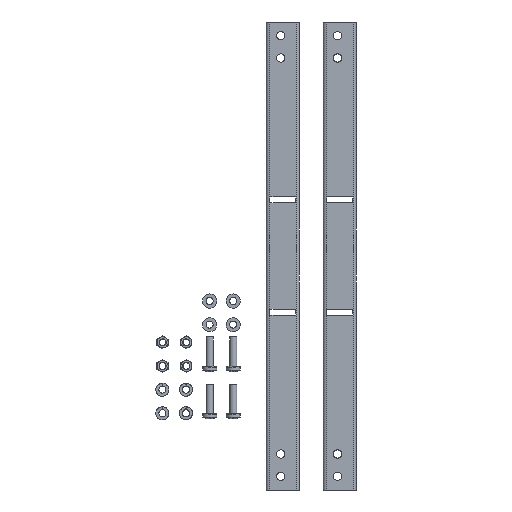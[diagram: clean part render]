
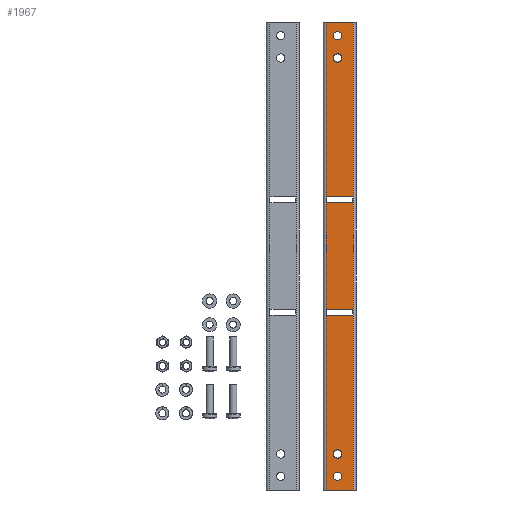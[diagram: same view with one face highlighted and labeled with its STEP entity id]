
A CAD part, left-side view. The second image highlights one B-rep face of the part: STEP entity #1967.
In plain terms, the highlighted planar face has unit normal (-1, 0, 0).
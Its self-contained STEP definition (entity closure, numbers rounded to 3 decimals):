
#157=FACE_BOUND('',#310,.T.);
#158=FACE_BOUND('',#311,.T.);
#159=FACE_BOUND('',#312,.T.);
#160=FACE_BOUND('',#313,.T.);
#161=FACE_BOUND('',#314,.T.);
#162=FACE_BOUND('',#315,.T.);
#203=FACE_OUTER_BOUND('',#309,.T.);
#309=EDGE_LOOP('',(#1426,#1427,#1428,#1429));
#310=EDGE_LOOP('',(#1430));
#311=EDGE_LOOP('',(#1431));
#312=EDGE_LOOP('',(#1432,#1433,#1434,#1435));
#313=EDGE_LOOP('',(#1436,#1437,#1438,#1439));
#314=EDGE_LOOP('',(#1440,#1441));
#315=EDGE_LOOP('',(#1442,#1443));
#430=CIRCLE('',#2196,3.5);
#431=CIRCLE('',#2197,3.5);
#432=CIRCLE('',#2198,3.5);
#433=CIRCLE('',#2199,3.5);
#434=CIRCLE('',#2200,3.5);
#435=CIRCLE('',#2201,3.5);
#487=LINE('',#2983,#666);
#547=LINE('',#3136,#726);
#548=LINE('',#3139,#727);
#549=LINE('',#3140,#728);
#550=LINE('',#3147,#729);
#551=LINE('',#3149,#730);
#552=LINE('',#3151,#731);
#553=LINE('',#3152,#732);
#554=LINE('',#3155,#733);
#555=LINE('',#3157,#734);
#556=LINE('',#3159,#735);
#557=LINE('',#3160,#736);
#666=VECTOR('',#2387,23.);
#726=VECTOR('',#2499,396.);
#727=VECTOR('',#2502,396.);
#728=VECTOR('',#2503,23.);
#729=VECTOR('',#2508,22.);
#730=VECTOR('',#2509,5.);
#731=VECTOR('',#2510,22.);
#732=VECTOR('',#2511,5.);
#733=VECTOR('',#2512,22.);
#734=VECTOR('',#2513,5.);
#735=VECTOR('',#2514,22.);
#736=VECTOR('',#2515,5.);
#848=VERTEX_POINT('',#2980);
#849=VERTEX_POINT('',#2982);
#916=VERTEX_POINT('',#3134);
#917=VERTEX_POINT('',#3138);
#918=VERTEX_POINT('',#3141);
#919=VERTEX_POINT('',#3143);
#920=VERTEX_POINT('',#3145);
#921=VERTEX_POINT('',#3146);
#922=VERTEX_POINT('',#3148);
#923=VERTEX_POINT('',#3150);
#924=VERTEX_POINT('',#3153);
#925=VERTEX_POINT('',#3154);
#926=VERTEX_POINT('',#3156);
#927=VERTEX_POINT('',#3158);
#928=VERTEX_POINT('',#3161);
#929=VERTEX_POINT('',#3162);
#930=VERTEX_POINT('',#3165);
#931=VERTEX_POINT('',#3166);
#1045=EDGE_CURVE('',#849,#848,#487,.T.);
#1122=EDGE_CURVE('',#916,#848,#547,.T.);
#1123=EDGE_CURVE('',#917,#849,#548,.T.);
#1124=EDGE_CURVE('',#917,#916,#549,.T.);
#1125=EDGE_CURVE('',#918,#918,#430,.T.);
#1126=EDGE_CURVE('',#919,#919,#431,.T.);
#1127=EDGE_CURVE('',#920,#921,#550,.T.);
#1128=EDGE_CURVE('',#921,#922,#551,.T.);
#1129=EDGE_CURVE('',#922,#923,#552,.T.);
#1130=EDGE_CURVE('',#923,#920,#553,.T.);
#1131=EDGE_CURVE('',#924,#925,#554,.T.);
#1132=EDGE_CURVE('',#925,#926,#555,.T.);
#1133=EDGE_CURVE('',#926,#927,#556,.T.);
#1134=EDGE_CURVE('',#927,#924,#557,.T.);
#1135=EDGE_CURVE('',#928,#929,#432,.T.);
#1136=EDGE_CURVE('',#929,#928,#433,.T.);
#1137=EDGE_CURVE('',#930,#931,#434,.T.);
#1138=EDGE_CURVE('',#931,#930,#435,.T.);
#1426=ORIENTED_EDGE('',*,*,#1123,.T.);
#1427=ORIENTED_EDGE('',*,*,#1045,.T.);
#1428=ORIENTED_EDGE('',*,*,#1122,.F.);
#1429=ORIENTED_EDGE('',*,*,#1124,.F.);
#1430=ORIENTED_EDGE('',*,*,#1125,.T.);
#1431=ORIENTED_EDGE('',*,*,#1126,.T.);
#1432=ORIENTED_EDGE('',*,*,#1127,.T.);
#1433=ORIENTED_EDGE('',*,*,#1128,.T.);
#1434=ORIENTED_EDGE('',*,*,#1129,.T.);
#1435=ORIENTED_EDGE('',*,*,#1130,.T.);
#1436=ORIENTED_EDGE('',*,*,#1131,.T.);
#1437=ORIENTED_EDGE('',*,*,#1132,.T.);
#1438=ORIENTED_EDGE('',*,*,#1133,.T.);
#1439=ORIENTED_EDGE('',*,*,#1134,.T.);
#1440=ORIENTED_EDGE('',*,*,#1135,.T.);
#1441=ORIENTED_EDGE('',*,*,#1136,.T.);
#1442=ORIENTED_EDGE('',*,*,#1137,.T.);
#1443=ORIENTED_EDGE('',*,*,#1138,.T.);
#1891=PLANE('',#2195);
#1967=ADVANCED_FACE('',(#203,#157,#158,#159,#160,#161,#162),#1891,.T.);
#2195=AXIS2_PLACEMENT_3D('',#3137,#2500,#2501);
#2196=AXIS2_PLACEMENT_3D('',#3142,#2504,#2505);
#2197=AXIS2_PLACEMENT_3D('',#3144,#2506,#2507);
#2198=AXIS2_PLACEMENT_3D('',#3163,#2516,#2517);
#2199=AXIS2_PLACEMENT_3D('',#3164,#2518,#2519);
#2200=AXIS2_PLACEMENT_3D('',#3167,#2520,#2521);
#2201=AXIS2_PLACEMENT_3D('',#3168,#2522,#2523);
#2387=DIRECTION('',(0.,-1.,0.));
#2499=DIRECTION('',(0.,0.,-1.));
#2500=DIRECTION('center_axis',(-1.,0.,0.));
#2501=DIRECTION('ref_axis',(0.,-1.,0.));
#2502=DIRECTION('',(0.,0.,-1.));
#2503=DIRECTION('',(0.,-1.,0.));
#2504=DIRECTION('center_axis',(1.,0.,0.));
#2505=DIRECTION('ref_axis',(0.,0.,-1.));
#2506=DIRECTION('center_axis',(1.,0.,0.));
#2507=DIRECTION('ref_axis',(0.,0.,-1.));
#2508=DIRECTION('',(0.,-1.,0.));
#2509=DIRECTION('',(0.,0.,-1.));
#2510=DIRECTION('',(0.,1.,0.));
#2511=DIRECTION('',(0.,0.,1.));
#2512=DIRECTION('',(0.,-1.,0.));
#2513=DIRECTION('',(0.,0.,-1.));
#2514=DIRECTION('',(0.,1.,0.));
#2515=DIRECTION('',(0.,0.,1.));
#2516=DIRECTION('center_axis',(1.,0.,0.));
#2517=DIRECTION('ref_axis',(0.,0.,-1.));
#2518=DIRECTION('center_axis',(1.,0.,0.));
#2519=DIRECTION('ref_axis',(0.,0.,-1.));
#2520=DIRECTION('center_axis',(1.,0.,0.));
#2521=DIRECTION('ref_axis',(0.,0.,-1.));
#2522=DIRECTION('center_axis',(1.,0.,0.));
#2523=DIRECTION('ref_axis',(0.,0.,-1.));
#2980=CARTESIAN_POINT('',(0.,-11.5,-198.));
#2982=CARTESIAN_POINT('',(0.,11.5,-198.));
#2983=CARTESIAN_POINT('',(0.,11.5,-198.));
#3134=CARTESIAN_POINT('',(0.,-11.5,198.));
#3136=CARTESIAN_POINT('',(0.,-11.5,198.));
#3137=CARTESIAN_POINT('Origin',(0.,14.,-198.));
#3138=CARTESIAN_POINT('',(0.,11.5,198.));
#3139=CARTESIAN_POINT('',(0.,11.5,198.));
#3140=CARTESIAN_POINT('',(0.,11.5,198.));
#3141=CARTESIAN_POINT('',(0.,1.8,190.));
#3142=CARTESIAN_POINT('Origin',(0.,1.8,186.5));
#3143=CARTESIAN_POINT('',(0.,1.8,-183.));
#3144=CARTESIAN_POINT('Origin',(0.,1.8,-186.5));
#3145=CARTESIAN_POINT('',(0.,11.,-45.));
#3146=CARTESIAN_POINT('',(0.,-11.,-45.));
#3147=CARTESIAN_POINT('',(0.,11.,-45.));
#3148=CARTESIAN_POINT('',(0.,-11.,-50.));
#3149=CARTESIAN_POINT('',(0.,-11.,-45.));
#3150=CARTESIAN_POINT('',(0.,11.,-50.));
#3151=CARTESIAN_POINT('',(0.,-11.,-50.));
#3152=CARTESIAN_POINT('',(0.,11.,-50.));
#3153=CARTESIAN_POINT('',(0.,11.,50.));
#3154=CARTESIAN_POINT('',(0.,-11.,50.));
#3155=CARTESIAN_POINT('',(0.,11.,50.));
#3156=CARTESIAN_POINT('',(0.,-11.,45.));
#3157=CARTESIAN_POINT('',(0.,-11.,50.));
#3158=CARTESIAN_POINT('',(0.,11.,45.));
#3159=CARTESIAN_POINT('',(0.,-11.,45.));
#3160=CARTESIAN_POINT('',(0.,11.,45.));
#3161=CARTESIAN_POINT('',(0.,1.8,164.));
#3162=CARTESIAN_POINT('',(0.,1.8,171.));
#3163=CARTESIAN_POINT('Origin',(0.,1.8,167.5));
#3164=CARTESIAN_POINT('Origin',(0.,1.8,167.5));
#3165=CARTESIAN_POINT('',(0.,1.8,-171.));
#3166=CARTESIAN_POINT('',(0.,1.8,-164.));
#3167=CARTESIAN_POINT('Origin',(0.,1.8,-167.5));
#3168=CARTESIAN_POINT('Origin',(0.,1.8,-167.5));
